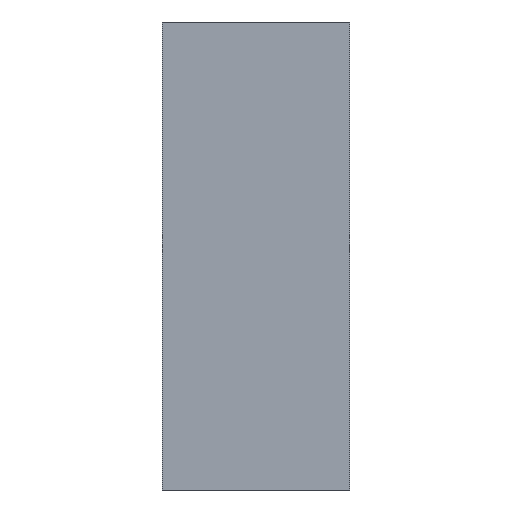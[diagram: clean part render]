
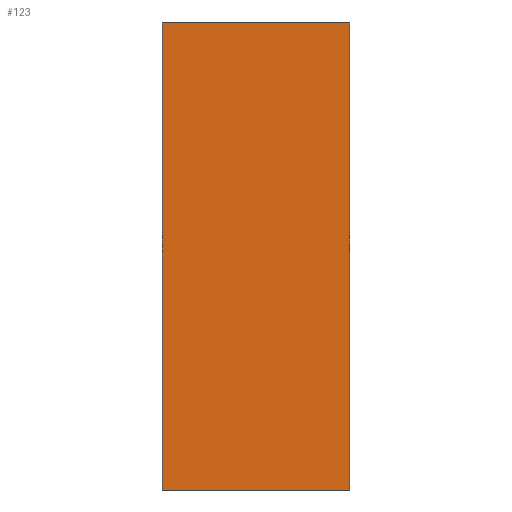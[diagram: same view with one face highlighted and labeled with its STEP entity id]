
A CAD part, left-side view. The second image highlights one B-rep face of the part: STEP entity #123.
In plain terms, the highlighted planar face has unit normal (-1, 0, 0).
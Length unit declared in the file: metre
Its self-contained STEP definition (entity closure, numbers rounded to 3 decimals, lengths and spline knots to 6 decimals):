
#1 = EDGE_CURVE ( 'NONE', #9, #62, #51, .T. ) ;
#3 = DIRECTION ( 'NONE',  ( 0., 0., 1. ) ) ;
#8 = ORIENTED_EDGE ( 'NONE', *, *, #1, .F. ) ;
#9 = VERTEX_POINT ( 'NONE', #95 ) ;
#17 = VECTOR ( 'NONE', #134, 1. ) ;
#22 = CARTESIAN_POINT ( 'NONE',  ( -24., 0., -0.025 ) ) ;
#41 = LINE ( 'NONE', #67, #116 ) ;
#42 = DIRECTION ( 'NONE',  ( 1., 0., 0. ) ) ;
#49 = CARTESIAN_POINT ( 'NONE',  ( -24., 0.02, 0.025 ) ) ;
#51 = LINE ( 'NONE', #49, #17 ) ;
#62 = VERTEX_POINT ( 'NONE', #102 ) ;
#67 = CARTESIAN_POINT ( 'NONE',  ( -24., 0.02, -0.025 ) ) ;
#70 = LINE ( 'NONE', #22, #214 ) ;
#89 = LINE ( 'NONE', #107, #197 ) ;
#95 = CARTESIAN_POINT ( 'NONE',  ( -24., 0.02, 0.025 ) ) ;
#99 = EDGE_LOOP ( 'NONE', ( #118, #8, #209, #193 ) ) ;
#102 = CARTESIAN_POINT ( 'NONE',  ( -24., 0., 0.025 ) ) ;
#107 = CARTESIAN_POINT ( 'NONE',  ( -24., 0.02, -0.025 ) ) ;
#116 = VECTOR ( 'NONE', #143, 1. ) ;
#118 = ORIENTED_EDGE ( 'NONE', *, *, #178, .T. ) ;
#123 = ADVANCED_FACE ( 'NONE', ( #213 ), #176, .F. ) ;
#124 = DIRECTION ( 'NONE',  ( 0., 0., -1. ) ) ;
#134 = DIRECTION ( 'NONE',  ( 0., -1., 0. ) ) ;
#137 = VERTEX_POINT ( 'NONE', #160 ) ;
#141 = CARTESIAN_POINT ( 'NONE',  ( -24., 0.02, -0.025 ) ) ;
#143 = DIRECTION ( 'NONE',  ( 0., 0., 1. ) ) ;
#147 = EDGE_CURVE ( 'NONE', #137, #9, #41, .T. ) ;
#160 = CARTESIAN_POINT ( 'NONE',  ( -24., 0.02, -0.025 ) ) ;
#176 = PLANE ( 'NONE',  #187 ) ;
#178 = EDGE_CURVE ( 'NONE', #189, #62, #70, .T. ) ;
#182 = CARTESIAN_POINT ( 'NONE',  ( -24., 0., -0.025 ) ) ;
#187 = AXIS2_PLACEMENT_3D ( 'NONE', #141, #42, #124 ) ;
#189 = VERTEX_POINT ( 'NONE', #182 ) ;
#193 = ORIENTED_EDGE ( 'NONE', *, *, #203, .T. ) ;
#197 = VECTOR ( 'NONE', #201, 1. ) ;
#201 = DIRECTION ( 'NONE',  ( 0., -1., 0. ) ) ;
#203 = EDGE_CURVE ( 'NONE', #137, #189, #89, .T. ) ;
#209 = ORIENTED_EDGE ( 'NONE', *, *, #147, .F. ) ;
#213 = FACE_OUTER_BOUND ( 'NONE', #99, .T. ) ;
#214 = VECTOR ( 'NONE', #3, 1. ) ;
